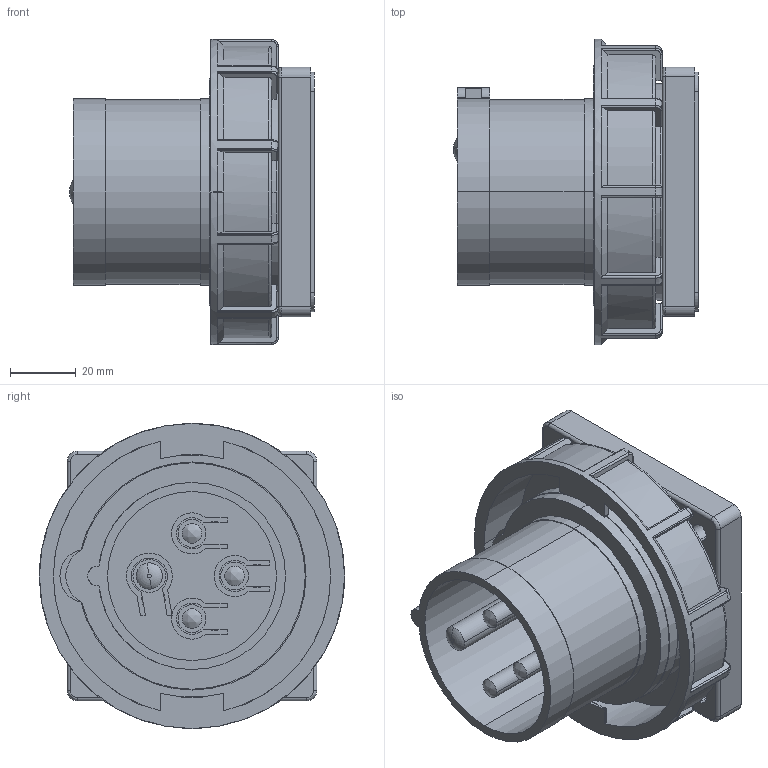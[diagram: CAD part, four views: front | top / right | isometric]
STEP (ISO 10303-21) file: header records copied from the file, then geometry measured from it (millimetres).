
FILE_DESCRIPTION (( 'STEP AP214' ), '1' );
FILE_NAME ('DEP2-5242.STEP', '2025-01-05T07:31:02', ( '' ), ( '' ), 'SwSTEP 2.0', 'SolidWorks 2022', '' );
FILE_SCHEMA (( 'AUTOMOTIVE_DESIGN' ));
Length unit declared in the file: millimetre
Products named in the file (1): DEP2-5242
Bounding box: 74.5 x 93 x 93 mm (x, y, z)
Surface area: 76115.2 mm2 (no closed solid volume)
Topology: 0 solids, 21 shells, 475 faces, 1683 edges, 1203 vertices
Faces by surface type: cylinder 221, plane 169, bspline 72, cone 11, torus 2
Entity records: 28672 total; most frequent: CARTESIAN_POINT 10116, ORIENTED_EDGE 2720, DIRECTION 2492, EDGE_CURVE 1678, VERTEX_POINT 1203, AXIS2_PLACEMENT_3D 875, VECTOR 742, LINE 742
